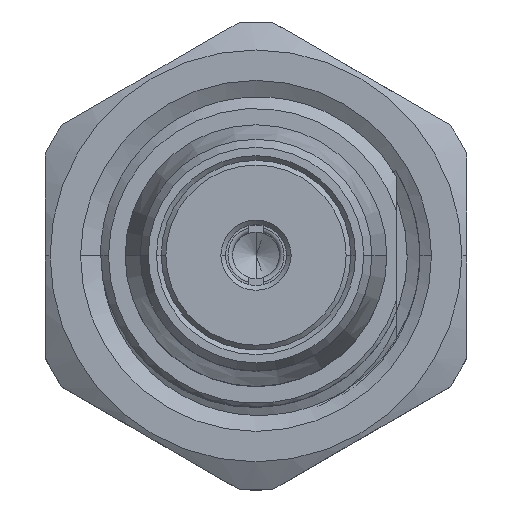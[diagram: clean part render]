
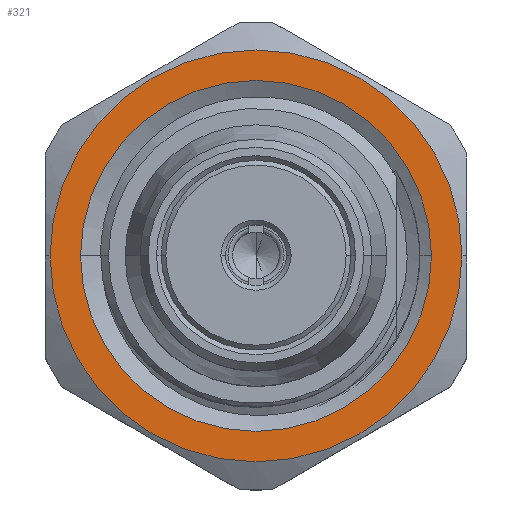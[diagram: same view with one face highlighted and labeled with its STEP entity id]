
A CAD part, top view. The second image highlights one B-rep face of the part: STEP entity #321.
In plain terms, the highlighted planar face has unit normal (0, 0, 1).
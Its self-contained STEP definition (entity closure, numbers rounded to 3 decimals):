
#281 = DIRECTION ( 'NONE',  ( 1., 0., 0. ) ) ;
#321 = ADVANCED_FACE ( 'NONE', ( #7789, #2457 ), #2108, .T. ) ;
#788 = CIRCLE ( 'NONE', #3709, 3.749 ) ;
#794 = CARTESIAN_POINT ( 'NONE',  ( 0., 0., -9.319 ) ) ;
#813 = CARTESIAN_POINT ( 'NONE',  ( -3.749, 0., -9.319 ) ) ;
#1242 = CARTESIAN_POINT ( 'NONE',  ( 0., 0., -9.319 ) ) ;
#1410 = ORIENTED_EDGE ( 'NONE', *, *, #4723, .T. ) ;
#1468 = DIRECTION ( 'NONE',  ( 1., 0., 0. ) ) ;
#1506 = CARTESIAN_POINT ( 'NONE',  ( 0., 0., -9.319 ) ) ;
#1544 = CIRCLE ( 'NONE', #2224, 3.749 ) ;
#1849 = AXIS2_PLACEMENT_3D ( 'NONE', #1242, #5950, #1911 ) ;
#1904 = CARTESIAN_POINT ( 'NONE',  ( -4.4, 0., -9.319 ) ) ;
#1911 = DIRECTION ( 'NONE',  ( -1., 0., 0. ) ) ;
#2108 = PLANE ( 'NONE',  #3722 ) ;
#2175 = DIRECTION ( 'NONE',  ( -1., 0., 0. ) ) ;
#2224 = AXIS2_PLACEMENT_3D ( 'NONE', #7333, #3322, #7998 ) ;
#2457 = FACE_OUTER_BOUND ( 'NONE', #8342, .T. ) ;
#2916 = CARTESIAN_POINT ( 'NONE',  ( 3.749, 0., -9.319 ) ) ;
#3079 = ORIENTED_EDGE ( 'NONE', *, *, #7458, .F. ) ;
#3322 = DIRECTION ( 'NONE',  ( 0., 0., -1. ) ) ;
#3498 = ORIENTED_EDGE ( 'NONE', *, *, #5914, .T. ) ;
#3709 = AXIS2_PLACEMENT_3D ( 'NONE', #8285, #4303, #281 ) ;
#3722 = AXIS2_PLACEMENT_3D ( 'NONE', #794, #5488, #1468 ) ;
#4018 = EDGE_LOOP ( 'NONE', ( #3498, #1410 ) ) ;
#4303 = DIRECTION ( 'NONE',  ( 0., 0., -1. ) ) ;
#4723 = EDGE_CURVE ( 'NONE', #7997, #6153, #1544, .T. ) ;
#4873 = AXIS2_PLACEMENT_3D ( 'NONE', #1506, #6195, #2175 ) ;
#5471 = EDGE_CURVE ( 'NONE', #5705, #8496, #8019, .T. ) ;
#5488 = DIRECTION ( 'NONE',  ( 0., 0., 1. ) ) ;
#5705 = VERTEX_POINT ( 'NONE', #6090 ) ;
#5914 = EDGE_CURVE ( 'NONE', #6153, #7997, #788, .T. ) ;
#5950 = DIRECTION ( 'NONE',  ( 0., 0., -1. ) ) ;
#6090 = CARTESIAN_POINT ( 'NONE',  ( 4.4, 0., -9.319 ) ) ;
#6151 = CIRCLE ( 'NONE', #4873, 4.4 ) ;
#6153 = VERTEX_POINT ( 'NONE', #2916 ) ;
#6195 = DIRECTION ( 'NONE',  ( 0., 0., -1. ) ) ;
#6449 = ORIENTED_EDGE ( 'NONE', *, *, #5471, .F. ) ;
#7333 = CARTESIAN_POINT ( 'NONE',  ( 0., 0., -9.319 ) ) ;
#7458 = EDGE_CURVE ( 'NONE', #8496, #5705, #6151, .T. ) ;
#7789 = FACE_BOUND ( 'NONE', #4018, .T. ) ;
#7997 = VERTEX_POINT ( 'NONE', #813 ) ;
#7998 = DIRECTION ( 'NONE',  ( 1., 0., 0. ) ) ;
#8019 = CIRCLE ( 'NONE', #1849, 4.4 ) ;
#8285 = CARTESIAN_POINT ( 'NONE',  ( 0., 0., -9.319 ) ) ;
#8342 = EDGE_LOOP ( 'NONE', ( #3079, #6449 ) ) ;
#8496 = VERTEX_POINT ( 'NONE', #1904 ) ;
